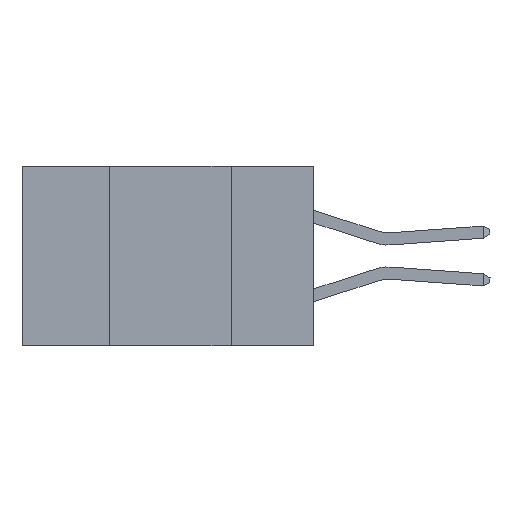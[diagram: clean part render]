
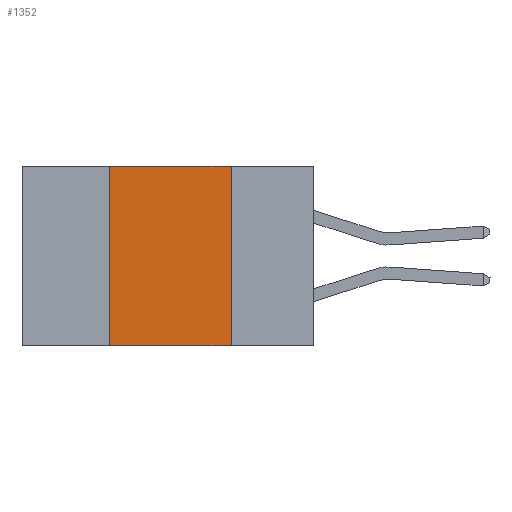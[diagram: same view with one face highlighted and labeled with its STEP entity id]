
A CAD part, left-side view. The second image highlights one B-rep face of the part: STEP entity #1352.
In plain terms, the highlighted planar face has unit normal (-1, 0, 0).
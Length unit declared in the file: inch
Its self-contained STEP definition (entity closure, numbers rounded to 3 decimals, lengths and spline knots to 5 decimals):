
#250 = CARTESIAN_POINT ( 'NONE',  ( 0., 0.17, 0. ) ) ;
#575 = LINE ( 'NONE', #11077, #20304 ) ;
#682 = AXIS2_PLACEMENT_3D ( 'NONE', #1150, #10777, #1723 ) ;
#1045 = LINE ( 'NONE', #8581, #11224 ) ;
#1150 = CARTESIAN_POINT ( 'NONE',  ( 0., 0.6, 0. ) ) ;
#1352 = ADVANCED_FACE ( 'NONE', ( #3478 ), #7093, .F. ) ;
#1723 = DIRECTION ( 'NONE',  ( 0., 0., -1. ) ) ;
#2460 = CARTESIAN_POINT ( 'NONE',  ( 0., 0.6, -0.37 ) ) ;
#3478 = FACE_OUTER_BOUND ( 'NONE', #4189, .T. ) ;
#4189 = EDGE_LOOP ( 'NONE', ( #7022, #17027, #13127, #7349 ) ) ;
#4556 = DIRECTION ( 'NONE',  ( 0., -1., 0. ) ) ;
#5063 = EDGE_CURVE ( 'NONE', #16986, #21264, #575, .T. ) ;
#7022 = ORIENTED_EDGE ( 'NONE', *, *, #5063, .F. ) ;
#7093 = PLANE ( 'NONE',  #682 ) ;
#7349 = ORIENTED_EDGE ( 'NONE', *, *, #18086, .T. ) ;
#7776 = LINE ( 'NONE', #14508, #22426 ) ;
#8186 = VECTOR ( 'NONE', #4556, 39.37008 ) ;
#8581 = CARTESIAN_POINT ( 'NONE',  ( 0., 0.6, 0. ) ) ;
#10777 = DIRECTION ( 'NONE',  ( 1., 0., 0. ) ) ;
#11077 = CARTESIAN_POINT ( 'NONE',  ( 0., 0.17, 0. ) ) ;
#11196 = EDGE_CURVE ( 'NONE', #17648, #12627, #7776, .T. ) ;
#11224 = VECTOR ( 'NONE', #14422, 39.37008 ) ;
#12516 = CARTESIAN_POINT ( 'NONE',  ( 0., 0.42, -0.37 ) ) ;
#12627 = VERTEX_POINT ( 'NONE', #13145 ) ;
#13127 = ORIENTED_EDGE ( 'NONE', *, *, #11196, .F. ) ;
#13145 = CARTESIAN_POINT ( 'NONE',  ( 0., 0.42, 0. ) ) ;
#14113 = EDGE_CURVE ( 'NONE', #12627, #16986, #1045, .T. ) ;
#14422 = DIRECTION ( 'NONE',  ( 0., -1., 0. ) ) ;
#14508 = CARTESIAN_POINT ( 'NONE',  ( 0., 0.42, 0. ) ) ;
#16903 = DIRECTION ( 'NONE',  ( 0., 0., -1. ) ) ;
#16986 = VERTEX_POINT ( 'NONE', #250 ) ;
#17027 = ORIENTED_EDGE ( 'NONE', *, *, #14113, .F. ) ;
#17434 = LINE ( 'NONE', #2460, #8186 ) ;
#17648 = VERTEX_POINT ( 'NONE', #12516 ) ;
#18086 = EDGE_CURVE ( 'NONE', #17648, #21264, #17434, .T. ) ;
#20304 = VECTOR ( 'NONE', #16903, 39.37008 ) ;
#21264 = VERTEX_POINT ( 'NONE', #24628 ) ;
#22344 = DIRECTION ( 'NONE',  ( 0., 0., 1. ) ) ;
#22426 = VECTOR ( 'NONE', #22344, 39.37008 ) ;
#24628 = CARTESIAN_POINT ( 'NONE',  ( 0., 0.17, -0.37 ) ) ;
